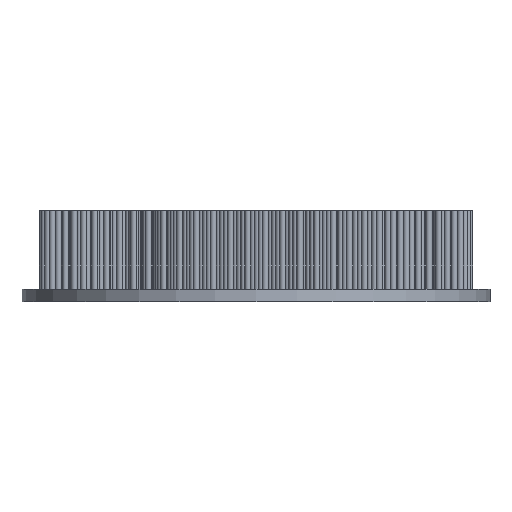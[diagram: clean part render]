
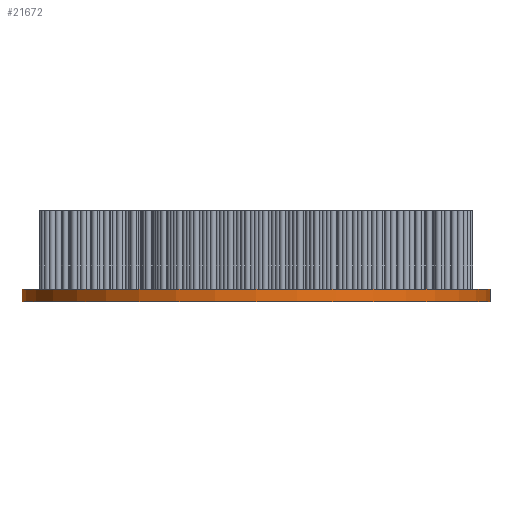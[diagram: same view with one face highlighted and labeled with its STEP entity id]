
A CAD part, front view. The second image highlights one B-rep face of the part: STEP entity #21672.
In plain terms, the highlighted cylindrical face has radius 95 mm (diameter 190 mm), a partial arc.
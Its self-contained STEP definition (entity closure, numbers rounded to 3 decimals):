
#5982 = EDGE_CURVE ( 'NONE', #10884, #17502, #15808, .T. ) ;
#8131 = CARTESIAN_POINT ( 'NONE',  ( 422.788, 232.017, 0. ) ) ;
#8151 = EDGE_CURVE ( 'NONE', #9023, #17502, #20576, .T. ) ;
#8383 = DIRECTION ( 'NONE',  ( 0., 0., 1. ) ) ;
#8591 = CARTESIAN_POINT ( 'NONE',  ( 422.788, 232.017, -5. ) ) ;
#8848 = CYLINDRICAL_SURFACE ( 'NONE', #13360, 95. ) ;
#9023 = VERTEX_POINT ( 'NONE', #11299 ) ;
#9218 = CARTESIAN_POINT ( 'NONE',  ( 517.788, 232.017, -5. ) ) ;
#9584 = DIRECTION ( 'NONE',  ( 1., 0., 0. ) ) ;
#9795 = CARTESIAN_POINT ( 'NONE',  ( 327.788, 232.017, -5. ) ) ;
#10884 = VERTEX_POINT ( 'NONE', #15785 ) ;
#10932 = DIRECTION ( 'NONE',  ( 0., 0., 1. ) ) ;
#11017 = FACE_OUTER_BOUND ( 'NONE', #17561, .T. ) ;
#11299 = CARTESIAN_POINT ( 'NONE',  ( 517.788, 232.017, -5. ) ) ;
#11680 = EDGE_CURVE ( 'NONE', #21937, #9023, #19203, .T. ) ;
#13351 = VECTOR ( 'NONE', #14435, 1000. ) ;
#13360 = AXIS2_PLACEMENT_3D ( 'NONE', #8591, #8383, #22232 ) ;
#13956 = CARTESIAN_POINT ( 'NONE',  ( 327.788, 232.017, -5. ) ) ;
#14435 = DIRECTION ( 'NONE',  ( 0., 0., 1. ) ) ;
#15785 = CARTESIAN_POINT ( 'NONE',  ( 327.788, 232.017, 0. ) ) ;
#15808 = CIRCLE ( 'NONE', #21649, 95. ) ;
#17502 = VERTEX_POINT ( 'NONE', #24656 ) ;
#17561 = EDGE_LOOP ( 'NONE', ( #26076, #21112, #22153, #27097 ) ) ;
#19203 = CIRCLE ( 'NONE', #25938, 95. ) ;
#20576 = LINE ( 'NONE', #9218, #13351 ) ;
#21112 = ORIENTED_EDGE ( 'NONE', *, *, #11680, .T. ) ;
#21649 = AXIS2_PLACEMENT_3D ( 'NONE', #8131, #10932, #24580 ) ;
#21672 = ADVANCED_FACE ( 'NONE', ( #11017 ), #8848, .T. ) ;
#21937 = VERTEX_POINT ( 'NONE', #9795 ) ;
#22153 = ORIENTED_EDGE ( 'NONE', *, *, #8151, .T. ) ;
#22232 = DIRECTION ( 'NONE',  ( 1., 0., 0. ) ) ;
#22814 = EDGE_CURVE ( 'NONE', #21937, #10884, #27869, .T. ) ;
#24580 = DIRECTION ( 'NONE',  ( 1., 0., 0. ) ) ;
#24656 = CARTESIAN_POINT ( 'NONE',  ( 517.788, 232.017, 0. ) ) ;
#24872 = VECTOR ( 'NONE', #27660, 1000. ) ;
#25516 = DIRECTION ( 'NONE',  ( 0., 0., 1. ) ) ;
#25938 = AXIS2_PLACEMENT_3D ( 'NONE', #31146, #25516, #9584 ) ;
#26076 = ORIENTED_EDGE ( 'NONE', *, *, #22814, .F. ) ;
#27097 = ORIENTED_EDGE ( 'NONE', *, *, #5982, .F. ) ;
#27660 = DIRECTION ( 'NONE',  ( 0., 0., 1. ) ) ;
#27869 = LINE ( 'NONE', #13956, #24872 ) ;
#31146 = CARTESIAN_POINT ( 'NONE',  ( 422.788, 232.017, -5. ) ) ;
